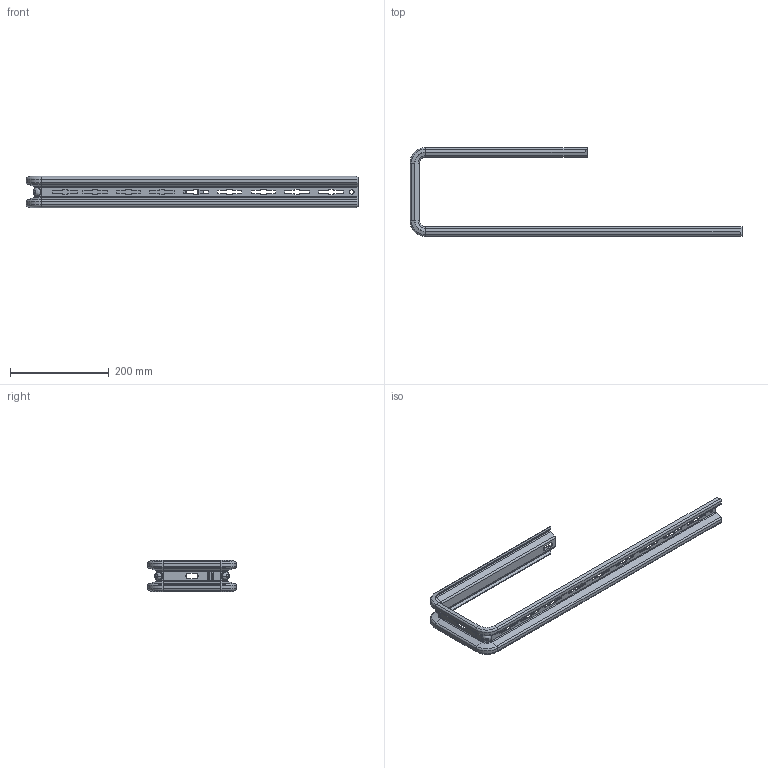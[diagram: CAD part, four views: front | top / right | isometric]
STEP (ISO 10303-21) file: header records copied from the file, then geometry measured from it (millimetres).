
FILE_DESCRIPTION((''),'2;1');
FILE_NAME('720360_PRT','2018-11-16T12:04:09',('tomasz.grudniewski'),(''),'CREO PARAMETRIC BY PTC INC, 2018260','CREO PARAMETRIC BY PTC INC, 2018260','');
FILE_SCHEMA(('CONFIG_CONTROL_DESIGN'));
Length unit declared in the file: millimetre
Products named in the file (1): 720360_PRT
Bounding box: 674 x 180 x 63.43 mm (x, y, z)
Volume: 214433.8 mm3; surface area: 221966.4 mm2
Topology: 1 solids, 1 shells, 767 faces, 2087 edges, 1330 vertices
Faces by surface type: plane 533, cylinder 166, torus 24, cone 20, bspline 16, sphere 8
Entity records: 28236 total; most frequent: CARTESIAN_POINT 8665, ORIENTED_EDGE 4158, DIRECTION 3949, EDGE_CURVE 2079, VECTOR 1647, LINE 1647, VERTEX_POINT 1330, AXIS2_PLACEMENT_3D 1151
